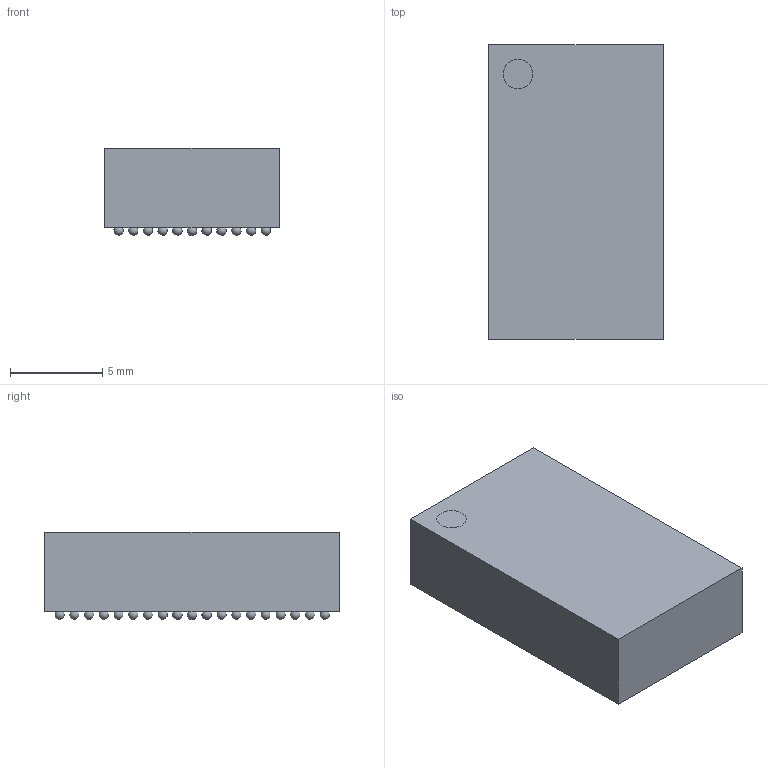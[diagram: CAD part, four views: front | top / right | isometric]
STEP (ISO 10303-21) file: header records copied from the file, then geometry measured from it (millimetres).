
FILE_DESCRIPTION(/* description */ ('model of Analog_BGA-209_9.5x16mm_Layout11x19_P0.8mm'),/* implementation_level */ '2;1');
FILE_NAME(/* name */ 'Analog_BGA-209_9.5x16mm_Layout11x19_P0.8mm.step',/* time_stamp */ '1970-01-01T00:00:00',/* author */ ('KiCAD','kicad'),/* organization */ ('OCCT'),/* preprocessor_version */ '',/* originating_system */ 'KiCAD',/* authorisation */ '');
FILE_SCHEMA(('AUTOMOTIVE_DESIGN { 1 0 10303 214 1 1 1 1 }'));
Length unit declared in the file: millimetre
Products named in the file (1): Analog_BGA-209_9.5x16mm_Layout11x19_P0.8mm
Bounding box: 9.5 x 16 x 4.73 mm (x, y, z)
Volume: 670.6 mm3; surface area: 636.1 mm2
Topology: 1 solids, 1 shells, 217 faces, 642 edges, 428 vertices
Faces by surface type: sphere 209, plane 7, cylinder 1
Full cylindrical faces by diameter (mm): 1.6 x1
Entity records: 5196 total; most frequent: CARTESIAN_POINT 849, ORIENTED_EDGE 650, AXIS2_PLACEMENT_3D 637, EDGE_CURVE 433, VERTEX_POINT 428, FACE_BOUND 427, EDGE_LOOP 427, CIRCLE 420
